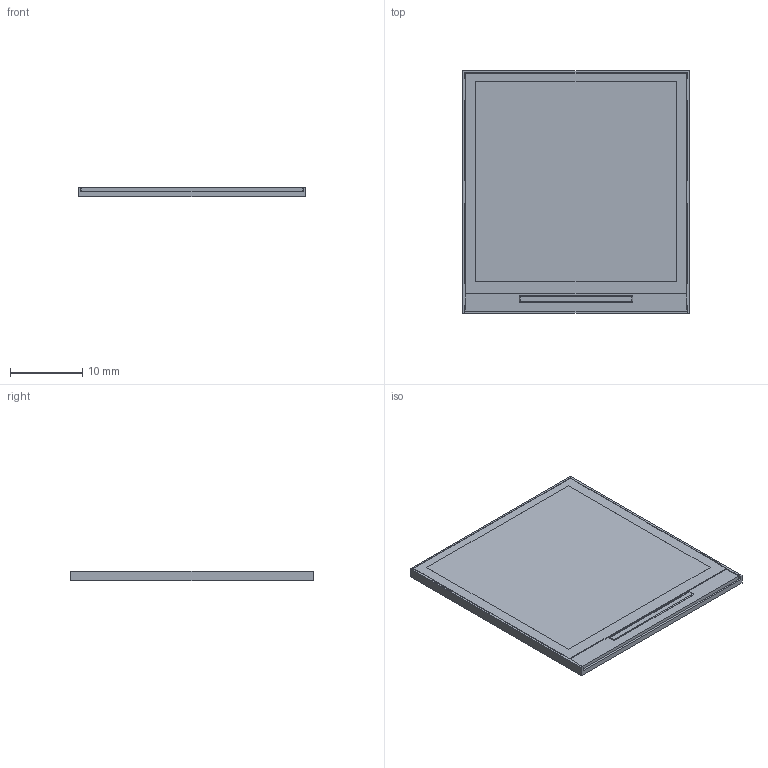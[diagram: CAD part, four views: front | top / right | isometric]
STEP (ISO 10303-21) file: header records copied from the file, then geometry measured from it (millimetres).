
FILE_DESCRIPTION(/* description */ ('Unknown'),/* implementation_level */ '2;1');
FILE_NAME(/* name */ '1.54 TFT IPS - No Cable',/* time_stamp */ '2019-10-09T14:03:14-04:00',/* author */ ('John Loeffler'),/* organization */ ('Unknown'),/* preprocessor_version */ 'ST-DEVELOPER v16.7',/* originating_system */ 'DEX',/* authorisation */ $);
FILE_SCHEMA (('AUTOMOTIVE_DESIGN {1 0 10303 214 3 1 1}'));
Length unit declared in the file: millimetre
Products named in the file (1): 1.54 TFT IPS - No Cable
Bounding box: 31.39 x 33.58 x 1.37 mm (x, y, z)
Volume: 1416.2 mm3; surface area: 2688.9 mm2
Topology: 1 solids, 21 shells, 240 faces, 576 edges, 376 vertices
Faces by surface type: plane 189, bspline 39, cylinder 8, sphere 4
Entity records: 10385 total; most frequent: CARTESIAN_POINT 3760, ORIENTED_EDGE 1136, DIRECTION 724, EDGE_CURVE 568, VERTEX_POINT 376, LINE 288, VECTOR 288, B_SPLINE_CURVE_WITH_KNOTS 264
